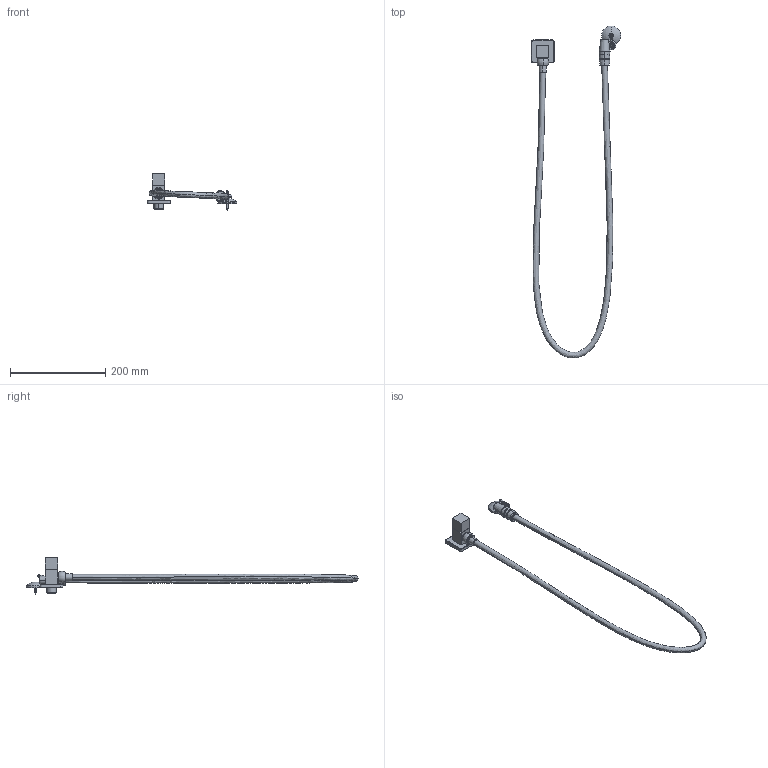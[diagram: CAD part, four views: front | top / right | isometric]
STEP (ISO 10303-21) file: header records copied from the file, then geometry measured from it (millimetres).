
FILE_DESCRIPTION (( 'STEP AP203' ), '1' );
FILE_NAME ('99F301569.STEP', '2025-07-03T09:48:02', ( '' ), ( '' ), 'SwSTEP 2.0', 'SolidWorks 2021', '' );
FILE_SCHEMA (( 'CONFIG_CONTROL_DESIGN' ));
Length unit declared in the file: millimetre
Products named in the file (1): 99F301569
Bounding box: 188.11 x 698.46 x 76.99 mm (x, y, z)
Volume: 206868.6 mm3; surface area: 84370.8 mm2
Topology: 8 solids, 8 shells, 280 faces, 707 edges, 452 vertices
Faces by surface type: plane 103, cylinder 82, bspline 36, torus 29, cone 24, sphere 6
Entity records: 13762 total; most frequent: CARTESIAN_POINT 7125, ORIENTED_EDGE 1410, DIRECTION 1339, EDGE_CURVE 705, AXIS2_PLACEMENT_3D 528, VERTEX_POINT 452, EDGE_LOOP 313, CIRCLE 283
